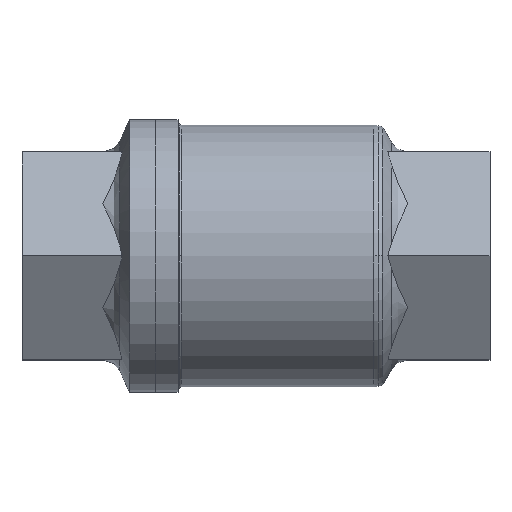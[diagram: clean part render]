
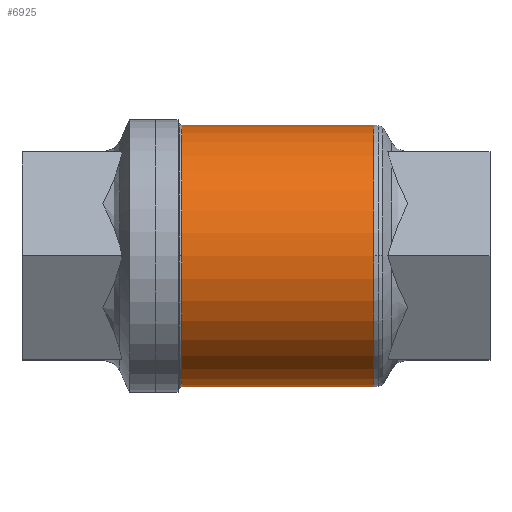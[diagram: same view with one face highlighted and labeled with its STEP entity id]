
A CAD part, top view. The second image highlights one B-rep face of the part: STEP entity #6925.
In plain terms, the highlighted cylindrical face has radius 35.25 mm (diameter 70.5 mm), a partial arc.
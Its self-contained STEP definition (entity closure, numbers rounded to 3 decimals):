
#4554=CARTESIAN_POINT('',(3772.915,318.942,-41.858));
#4555=DIRECTION('',(-1.,0.,0.));
#4556=DIRECTION('',(0.,-1.,0.));
#4557=AXIS2_PLACEMENT_3D('',#4554,#4555,#4556);
#4559=DIRECTION('',(1.,0.,0.));
#4560=VECTOR('',#4559,51.648);
#4561=CARTESIAN_POINT('',(3772.915,354.192,-41.858));
#4562=LINE('',#4561,#4560);
#4563=DIRECTION('',(1.,0.,0.));
#4564=VECTOR('',#4563,51.648);
#4565=CARTESIAN_POINT('',(3772.915,283.692,-41.858));
#4566=LINE('',#4565,#4564);
#4567=CARTESIAN_POINT('',(3824.563,318.942,-41.858));
#4568=DIRECTION('',(1.,0.,0.));
#4569=DIRECTION('',(0.,1.,0.));
#4570=AXIS2_PLACEMENT_3D('',#4567,#4568,#4569);
#4577=CARTESIAN_POINT('',(3824.563,318.942,-41.858));
#4578=DIRECTION('',(1.,0.,0.));
#4579=DIRECTION('',(0.,0.,1.));
#4580=AXIS2_PLACEMENT_3D('',#4577,#4578,#4579);
#4602=CARTESIAN_POINT('',(3772.915,318.942,-41.858));
#4603=DIRECTION('',(-1.,0.,0.));
#4604=DIRECTION('',(0.,0.,1.));
#4605=AXIS2_PLACEMENT_3D('',#4602,#4603,#4604);
#5153=CARTESIAN_POINT('',(3824.563,318.942,-6.608));
#5154=VERTEX_POINT('',#5153);
#5171=CARTESIAN_POINT('',(3772.915,283.692,-41.858));
#5172=CARTESIAN_POINT('',(3824.563,283.692,-41.858));
#5173=VERTEX_POINT('',#5171);
#5174=VERTEX_POINT('',#5172);
#5175=CARTESIAN_POINT('',(3772.915,354.192,-41.858));
#5176=CARTESIAN_POINT('',(3824.563,354.192,-41.858));
#5177=VERTEX_POINT('',#5175);
#5178=VERTEX_POINT('',#5176);
#5203=CARTESIAN_POINT('',(3772.915,318.942,-6.608));
#5205=VERTEX_POINT('',#5203);
#6910=CARTESIAN_POINT('',(3798.739,318.942,-41.858));
#6911=DIRECTION('',(1.,0.,0.));
#6912=DIRECTION('',(0.,1.,0.));
#6913=AXIS2_PLACEMENT_3D('',#6910,#6911,#6912);
#6914=CYLINDRICAL_SURFACE('',#6913,35.25);
#6915=ORIENTED_EDGE('',*,*,#6899,.T.);
#6917=ORIENTED_EDGE('',*,*,#6916,.T.);
#6918=ORIENTED_EDGE('',*,*,#6887,.F.);
#6919=ORIENTED_EDGE('',*,*,#6870,.T.);
#6921=ORIENTED_EDGE('',*,*,#6920,.T.);
#6922=ORIENTED_EDGE('',*,*,#6882,.T.);
#6923=EDGE_LOOP('',(#6915,#6917,#6918,#6919,#6921,#6922));
#6924=FACE_OUTER_BOUND('',#6923,.F.);
#4558=CIRCLE('',#4557,35.25);
#4571=CIRCLE('',#4570,35.25);
#4581=CIRCLE('',#4580,35.25);
#4606=CIRCLE('',#4605,35.25);
#6870=EDGE_CURVE('',#5173,#5205,#4558,.T.);
#6882=EDGE_CURVE('',#5177,#5178,#4562,.T.);
#6887=EDGE_CURVE('',#5173,#5174,#4566,.T.);
#6899=EDGE_CURVE('',#5178,#5154,#4571,.T.);
#6916=EDGE_CURVE('',#5154,#5174,#4581,.T.);
#6920=EDGE_CURVE('',#5205,#5177,#4606,.T.);
#6925=ADVANCED_FACE('',(#6924),#6914,.T.);
